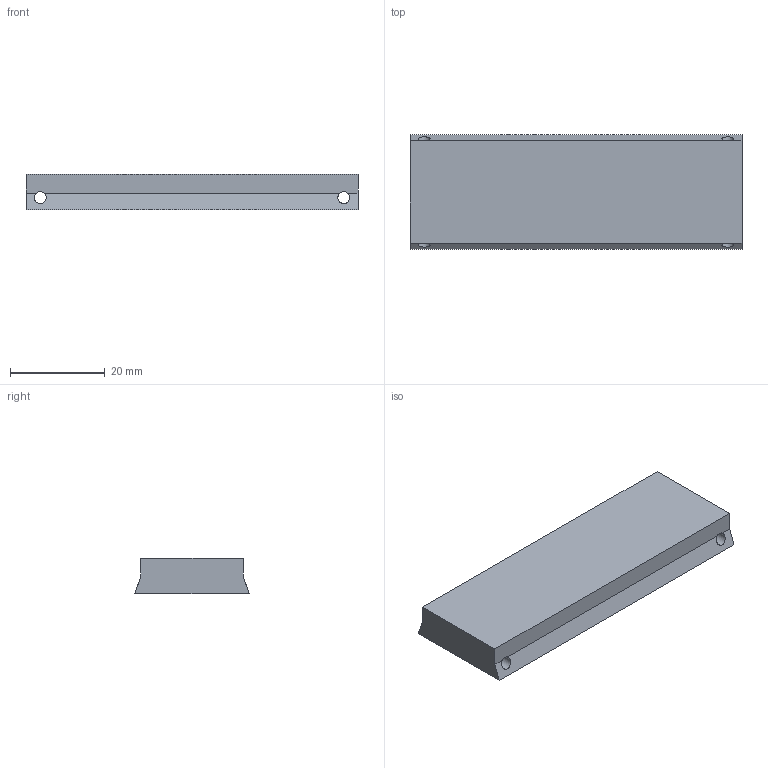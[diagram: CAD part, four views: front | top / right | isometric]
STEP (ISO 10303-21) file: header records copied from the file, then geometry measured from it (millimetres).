
FILE_DESCRIPTION(/* description */ ('','CAx-IF Rec.Pracs.---Representation and Presentation of Product Manufacturing Information (PMI)---4.0---2014-10-13'),/* implementation_level */ '2;1');
FILE_NAME(/* name */ 'spacer_10mm.step',/* time_stamp */ '2025-01-26T10:11:06-08:00',/* author */ (''),/* organization */ (''),/* preprocessor_version */ 'ST-DEVELOPER v20',/* originating_system */ 'Autodesk Translation Framework v13.20.0.188',/* authorisation */ '');
FILE_SCHEMA (('AP242_MANAGED_MODEL_BASED_3D_ENGINEERING_MIM_LF { 1 0 10303 442 1 1 4 }'));
Length unit declared in the file: millimetre
Products named in the file (1): freeride_space_cheap
Bounding box: 70 x 24.18 x 7.5 mm (x, y, z)
Volume: 11449.9 mm3; surface area: 4952.1 mm2
Topology: 1 solids, 1 shells, 10 faces, 36 edges, 24 vertices
Faces by surface type: plane 8, cylinder 2
Full cylindrical faces by diameter (mm): 2.5 x2
Entity records: 447 total; most frequent: ORIENTED_EDGE 72, CARTESIAN_POINT 71, DIRECTION 70, EDGE_CURVE 36, LINE 24, VECTOR 24, VERTEX_POINT 24, AXIS2_PLACEMENT_3D 23
